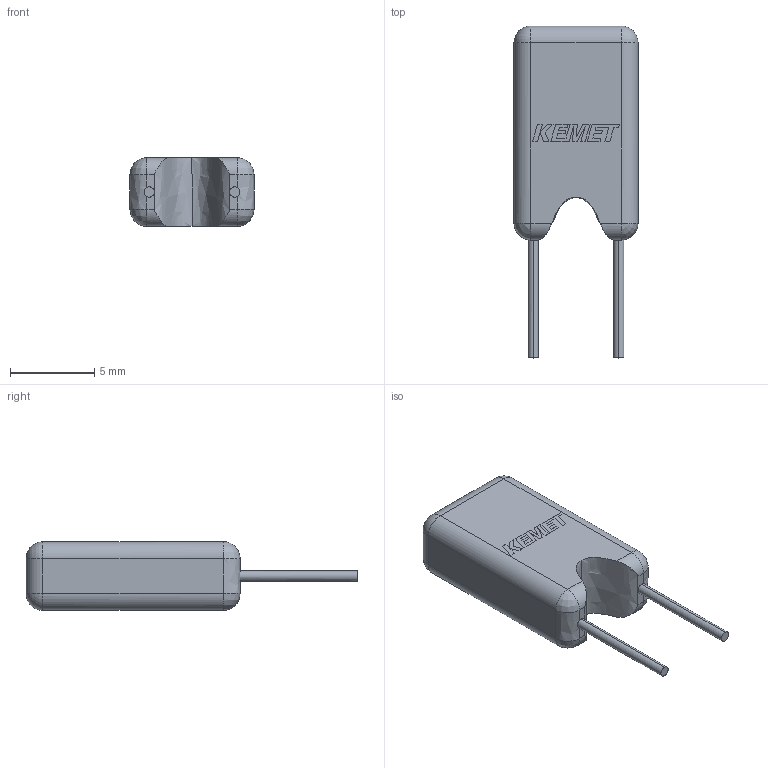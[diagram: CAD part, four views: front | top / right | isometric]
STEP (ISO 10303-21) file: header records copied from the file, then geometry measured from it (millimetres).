
FILE_DESCRIPTION (( 'STEP AP214' ), '1' );
FILE_NAME ('CCR_KRCST2_C340_L7.36H10.16T4.07S5.08LL7F0.61.STEP', '2017-11-21T17:01:42', ( '' ), ( '' ), 'SwSTEP 2.0', 'SolidWorks 2014', '' );
FILE_SCHEMA (( 'AUTOMOTIVE_DESIGN' ));
Length unit declared in the file: millimetre
Products named in the file (1): CCR_KRCST2_C340_L7.36H10.16T4.07S5.08LL7F0.61
Bounding box: 7.36 x 19.7 x 4.08 mm (x, y, z)
Volume: 340 mm3; surface area: 341.1 mm2
Topology: 4 solids, 4 shells, 94 faces, 242 edges, 148 vertices
Faces by surface type: plane 66, cylinder 16, bspline 8, sphere 4
Entity records: 4317 total; most frequent: CARTESIAN_POINT 1057, ORIENTED_EDGE 468, DIRECTION 402, EDGE_CURVE 234, VECTOR 184, LINE 184, VERTEX_POINT 148, AXIS2_PLACEMENT_3D 109
